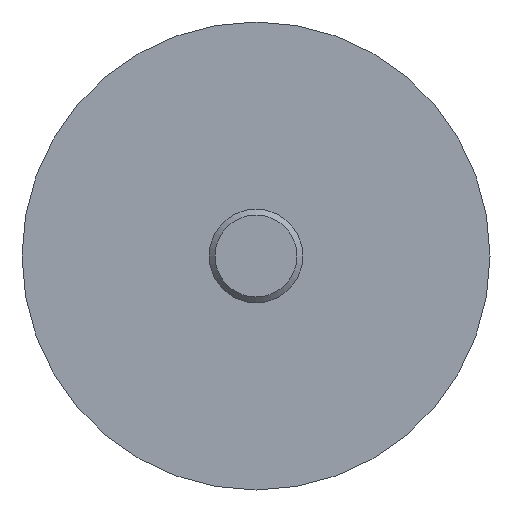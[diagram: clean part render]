
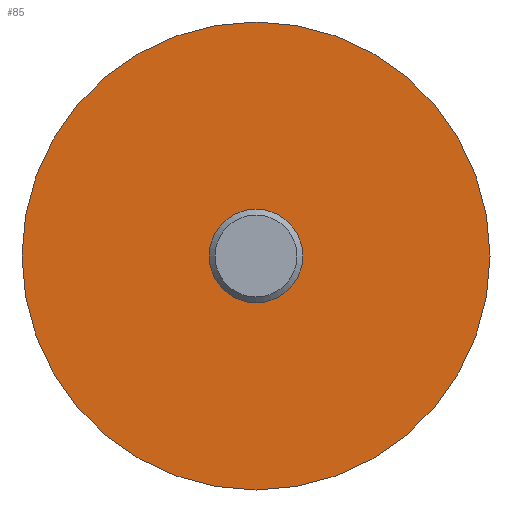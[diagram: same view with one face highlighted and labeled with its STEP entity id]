
A CAD part, left-side view. The second image highlights one B-rep face of the part: STEP entity #85.
In plain terms, the highlighted planar face has unit normal (-1, 0, 0).
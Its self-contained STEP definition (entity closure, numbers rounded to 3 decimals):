
#17=FACE_BOUND('',#33,.T.);
#21=PLANE('',#115);
#26=FACE_OUTER_BOUND('',#32,.T.);
#32=EDGE_LOOP('',(#74));
#33=EDGE_LOOP('',(#75));
#45=CIRCLE('',#114,4.);
#46=CIRCLE('',#116,20.);
#51=VERTEX_POINT('',#160);
#52=VERTEX_POINT('',#164);
#58=EDGE_CURVE('',#51,#51,#45,.T.);
#60=EDGE_CURVE('',#52,#52,#46,.T.);
#74=ORIENTED_EDGE('',*,*,#60,.F.);
#75=ORIENTED_EDGE('',*,*,#58,.T.);
#85=ADVANCED_FACE('',(#26,#17),#21,.T.);
#114=AXIS2_PLACEMENT_3D('',#161,#135,#136);
#115=AXIS2_PLACEMENT_3D('',#163,#138,#139);
#116=AXIS2_PLACEMENT_3D('',#165,#140,#141);
#135=DIRECTION('center_axis',(1.,0.,0.));
#136=DIRECTION('ref_axis',(0.,0.,-1.));
#138=DIRECTION('center_axis',(-1.,0.,0.));
#139=DIRECTION('ref_axis',(0.,0.,1.));
#140=DIRECTION('center_axis',(1.,0.,0.));
#141=DIRECTION('ref_axis',(0.,0.,-1.));
#160=CARTESIAN_POINT('',(0.,-4.,0.));
#161=CARTESIAN_POINT('Origin',(0.,0.,
0.));
#163=CARTESIAN_POINT('Origin',(0.,20.,0.));
#164=CARTESIAN_POINT('',(0.,-20.,0.));
#165=CARTESIAN_POINT('Origin',(0.,0.,
0.));
